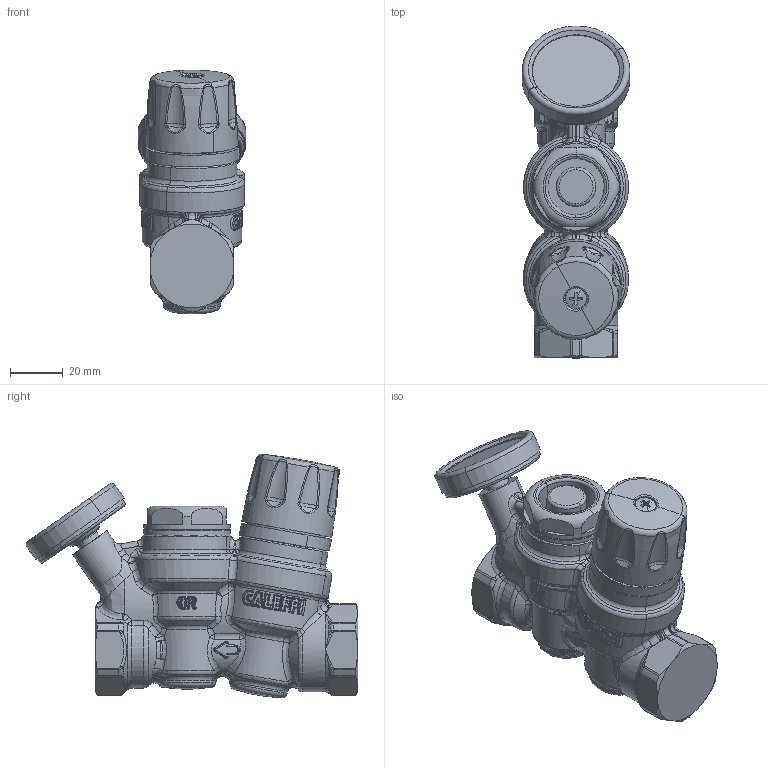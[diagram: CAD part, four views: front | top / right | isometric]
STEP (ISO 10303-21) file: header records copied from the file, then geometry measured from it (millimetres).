
FILE_DESCRIPTION(('CATIA V5 STEP Exchange'),'2;1');
FILE_NAME('STEP_116250_-_TST.stp','2019-09-23T12:13:30+00:00',('none'),('none'),'CATIA Version 5-6 Release 2016 SP4','CATIA V5 STEP AP203','none');
FILE_SCHEMA(('CONFIG_CONTROL_DESIGN'));
Products named in the file (1): 116250_AllCATPart
Bounding box: 40.99 x 126.23 x 92.72 mm (x, y, z)
Volume: 179484 mm3; surface area: 39612.9 mm2
Topology: 5 solids, 10 shells, 2470 faces, 5805 edges, 3186 vertices
Faces by surface type: bspline 1347, plane 367, cylinder 352, sphere 179, torus 130, cone 93, revolution 2
Entity records: 130646 total; most frequent: CARTESIAN_POINT 89018, ORIENTED_EDGE 11144, EDGE_CURVE 5572, B_SPLINE_CURVE_WITH_KNOTS 3683, DIRECTION 3599, VERTEX_POINT 3186, EDGE_LOOP 2538, ADVANCED_FACE 2470
